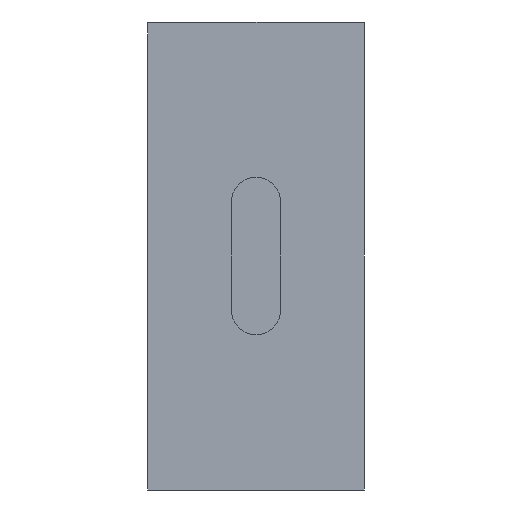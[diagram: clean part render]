
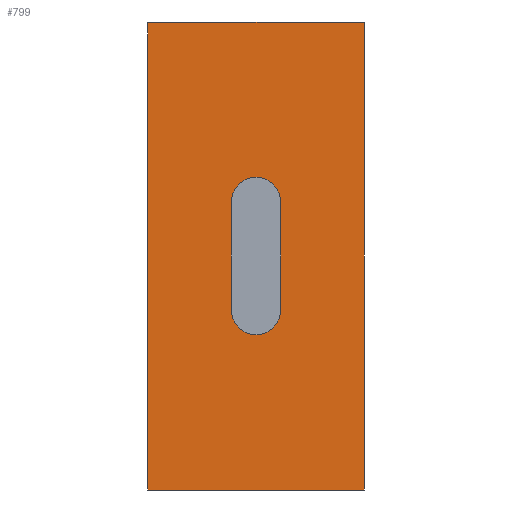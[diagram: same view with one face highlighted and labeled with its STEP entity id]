
A CAD part, left-side view. The second image highlights one B-rep face of the part: STEP entity #799.
In plain terms, the highlighted planar face has unit normal (-1, 0, 0).
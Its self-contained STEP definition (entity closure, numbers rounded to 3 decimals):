
#23 = DIRECTION ( 'NONE',  ( 0., 0., -1. ) ) ;
#39 = VERTEX_POINT ( 'NONE', #475 ) ;
#54 = CARTESIAN_POINT ( 'NONE',  ( -50.26, 0., 12.75 ) ) ;
#59 = VECTOR ( 'NONE', #244, 1000. ) ;
#70 = VERTEX_POINT ( 'NONE', #487 ) ;
#73 = FACE_OUTER_BOUND ( 'NONE', #660, .T. ) ;
#78 = EDGE_CURVE ( 'NONE', #39, #293, #216, .T. ) ;
#89 = DIRECTION ( 'NONE',  ( 0., 0., 1. ) ) ;
#101 = DIRECTION ( 'NONE',  ( 0., -1., 0. ) ) ;
#113 = VERTEX_POINT ( 'NONE', #745 ) ;
#183 = VERTEX_POINT ( 'NONE', #834 ) ;
#206 = AXIS2_PLACEMENT_3D ( 'NONE', #671, #747, #23 ) ;
#215 = DIRECTION ( 'NONE',  ( 0., 0., -1. ) ) ;
#216 = LINE ( 'NONE', #930, #952 ) ;
#218 = DIRECTION ( 'NONE',  ( 0., -1., 0. ) ) ;
#244 = DIRECTION ( 'NONE',  ( 0., 0., 1. ) ) ;
#252 = VECTOR ( 'NONE', #664, 1000. ) ;
#258 = LINE ( 'NONE', #820, #946 ) ;
#262 = CARTESIAN_POINT ( 'NONE',  ( -50.26, 4.525, 0. ) ) ;
#293 = VERTEX_POINT ( 'NONE', #54 ) ;
#326 = CARTESIAN_POINT ( 'NONE',  ( -50.26, 11.7, 0. ) ) ;
#330 = ORIENTED_EDGE ( 'NONE', *, *, #1012, .T. ) ;
#331 = CARTESIAN_POINT ( 'NONE',  ( -50.26, 7.175, 3.05 ) ) ;
#340 = LINE ( 'NONE', #486, #252 ) ;
#374 = ORIENTED_EDGE ( 'NONE', *, *, #459, .T. ) ;
#388 = CARTESIAN_POINT ( 'NONE',  ( -50.26, 5.85, -4.125 ) ) ;
#420 = LINE ( 'NONE', #738, #521 ) ;
#425 = EDGE_CURVE ( 'NONE', #183, #113, #492, .T. ) ;
#429 = EDGE_CURVE ( 'NONE', #565, #39, #340, .T. ) ;
#437 = VERTEX_POINT ( 'NONE', #331 ) ;
#442 = VERTEX_POINT ( 'NONE', #726 ) ;
#459 = EDGE_CURVE ( 'NONE', #70, #293, #420, .T. ) ;
#475 = CARTESIAN_POINT ( 'NONE',  ( -50.26, 11.7, 12.75 ) ) ;
#486 = CARTESIAN_POINT ( 'NONE',  ( -50.26, 11.7, 0. ) ) ;
#487 = CARTESIAN_POINT ( 'NONE',  ( -50.26, 0., -12.5 ) ) ;
#491 = DIRECTION ( 'NONE',  ( 0., 0., -1. ) ) ;
#492 = LINE ( 'NONE', #262, #59 ) ;
#493 = AXIS2_PLACEMENT_3D ( 'NONE', #326, #818, #491 ) ;
#504 = DIRECTION ( 'NONE',  ( 0., 0., 1. ) ) ;
#521 = VECTOR ( 'NONE', #504, 1000. ) ;
#538 = AXIS2_PLACEMENT_3D ( 'NONE', #929, #597, #215 ) ;
#552 = EDGE_CURVE ( 'NONE', #113, #437, #937, .T. ) ;
#560 = CARTESIAN_POINT ( 'NONE',  ( -50.26, 5.85, -2.8 ) ) ;
#563 = VECTOR ( 'NONE', #218, 1000. ) ;
#565 = VERTEX_POINT ( 'NONE', #841 ) ;
#567 = CIRCLE ( 'NONE', #699, 1.325 ) ;
#592 = ORIENTED_EDGE ( 'NONE', *, *, #429, .F. ) ;
#597 = DIRECTION ( 'NONE',  ( -1., 0., 0. ) ) ;
#599 = VERTEX_POINT ( 'NONE', #388 ) ;
#643 = EDGE_CURVE ( 'NONE', #599, #183, #567, .T. ) ;
#660 = EDGE_LOOP ( 'NONE', ( #374, #861, #592, #947 ) ) ;
#662 = CIRCLE ( 'NONE', #206, 1.325 ) ;
#664 = DIRECTION ( 'NONE',  ( 0., 0., 1. ) ) ;
#671 = CARTESIAN_POINT ( 'NONE',  ( -50.26, 5.85, -2.8 ) ) ;
#679 = ORIENTED_EDGE ( 'NONE', *, *, #552, .F. ) ;
#680 = CARTESIAN_POINT ( 'NONE',  ( -50.26, 11.7, -12.5 ) ) ;
#699 = AXIS2_PLACEMENT_3D ( 'NONE', #560, #777, #882 ) ;
#706 = ORIENTED_EDGE ( 'NONE', *, *, #855, .F. ) ;
#719 = ORIENTED_EDGE ( 'NONE', *, *, #425, .F. ) ;
#721 = PLANE ( 'NONE',  #493 ) ;
#726 = CARTESIAN_POINT ( 'NONE',  ( -50.26, 7.175, -2.8 ) ) ;
#738 = CARTESIAN_POINT ( 'NONE',  ( -50.26, 0., 0. ) ) ;
#745 = CARTESIAN_POINT ( 'NONE',  ( -50.26, 4.525, 3.05 ) ) ;
#747 = DIRECTION ( 'NONE',  ( -1., 0., 0. ) ) ;
#777 = DIRECTION ( 'NONE',  ( -1., 0., 0. ) ) ;
#780 = LINE ( 'NONE', #680, #563 ) ;
#799 = ADVANCED_FACE ( 'NONE', ( #73, #806 ), #721, .F. ) ;
#806 = FACE_BOUND ( 'NONE', #894, .T. ) ;
#818 = DIRECTION ( 'NONE',  ( 1., 0., 0. ) ) ;
#820 = CARTESIAN_POINT ( 'NONE',  ( -50.26, 7.175, 0. ) ) ;
#834 = CARTESIAN_POINT ( 'NONE',  ( -50.26, 4.525, -2.8 ) ) ;
#841 = CARTESIAN_POINT ( 'NONE',  ( -50.26, 11.7, -12.5 ) ) ;
#855 = EDGE_CURVE ( 'NONE', #442, #599, #662, .T. ) ;
#861 = ORIENTED_EDGE ( 'NONE', *, *, #78, .F. ) ;
#882 = DIRECTION ( 'NONE',  ( 0., 0., -1. ) ) ;
#894 = EDGE_LOOP ( 'NONE', ( #706, #330, #679, #719, #992 ) ) ;
#926 = EDGE_CURVE ( 'NONE', #565, #70, #780, .T. ) ;
#929 = CARTESIAN_POINT ( 'NONE',  ( -50.26, 5.85, 3.05 ) ) ;
#930 = CARTESIAN_POINT ( 'NONE',  ( -50.26, 11.7, 12.75 ) ) ;
#937 = CIRCLE ( 'NONE', #538, 1.325 ) ;
#946 = VECTOR ( 'NONE', #89, 1000. ) ;
#947 = ORIENTED_EDGE ( 'NONE', *, *, #926, .T. ) ;
#952 = VECTOR ( 'NONE', #101, 1000. ) ;
#992 = ORIENTED_EDGE ( 'NONE', *, *, #643, .F. ) ;
#1012 = EDGE_CURVE ( 'NONE', #442, #437, #258, .T. ) ;
